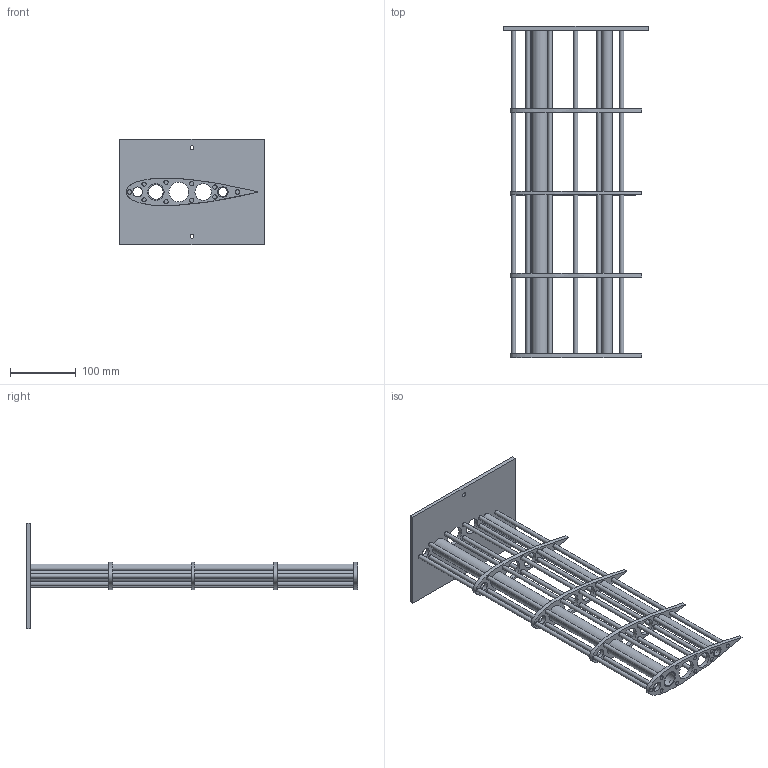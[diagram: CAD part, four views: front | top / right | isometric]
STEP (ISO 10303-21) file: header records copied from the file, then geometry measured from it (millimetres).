
FILE_DESCRIPTION(/* description */ (''),/* implementation_level */ '2;1');
FILE_NAME(/* name */ 'Final wing v2.step',/* time_stamp */ '2023-12-02T17:00:37+05:30',/* author */ (''),/* organization */ (''),/* preprocessor_version */ 'ST-DEVELOPER v20',/* originating_system */ 'Autodesk Translation Framework v12.14.0.127',/* authorisation */ '');
FILE_SCHEMA (('AUTOMOTIVE_DESIGN { 1 0 10303 214 3 1 1 }'));
Length unit declared in the file: centimetre
Products named in the file (1): Final wing
Bounding box: 220 x 503 x 160 mm (x, y, z)
Volume: 525823.3 mm3; surface area: 347633.1 mm2
Topology: 17 solids, 17 shells, 137 faces, 309 edges, 206 vertices
Faces by surface type: cylinder 91, plane 42, bspline 4
Full cylindrical faces by diameter (mm): 6 x2, 6.5 x60, 13 x1, 15 x5, 16 x6, 22 x1, 25 x11, 30 x5
Entity records: 7006 total; most frequent: CARTESIAN_POINT 3441, DIRECTION 751, ORIENTED_EDGE 618, AXIS2_PLACEMENT_3D 316, EDGE_CURVE 309, EDGE_LOOP 295, VERTEX_POINT 206, CIRCLE 182
